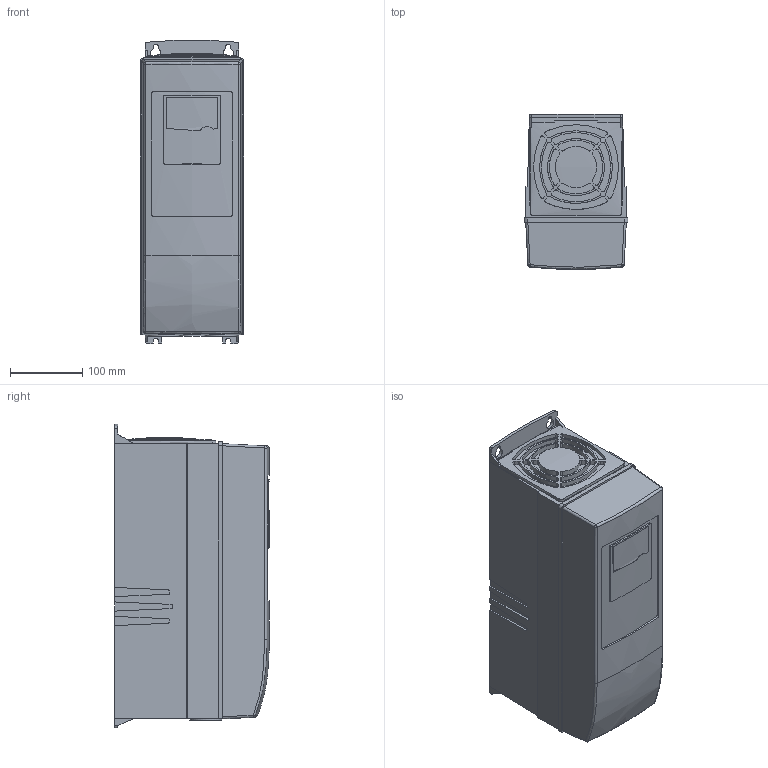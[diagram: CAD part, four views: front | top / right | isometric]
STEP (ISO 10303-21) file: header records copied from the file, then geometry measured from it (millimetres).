
FILE_DESCRIPTION((''),'2;1');
FILE_NAME('VACON_FR5_IP21','2020-02-27T',('U377409'),('Danfoss Drives A/S'),'CREO PARAMETRIC BY PTC INC, 2018070','CREO PARAMETRIC BY PTC INC, 2018070','');
FILE_SCHEMA(('CONFIG_CONTROL_DESIGN','GEOMETRIC_VALIDATION_PROPERTIES_MIM'));
Length unit declared in the file: millimetre
Products named in the file (1): VACON_FR5_IP21
Bounding box: 143.57 x 213.72 x 419.16 mm (x, y, z)
Volume: 10773800.1 mm3; surface area: 353348 mm2
Topology: 1 solids, 2 shells, 349 faces, 1057 edges, 727 vertices
Faces by surface type: cylinder 168, plane 160, bspline 12, sphere 5, extrusion 3, revolution 1
Entity records: 15809 total; most frequent: CARTESIAN_POINT 3934, ORIENTED_EDGE 2106, DIRECTION 1712, EDGE_CURVE 1053, VERTEX_POINT 727, AXIS2_PLACEMENT_3D 588, VECTOR 535, LINE 532
